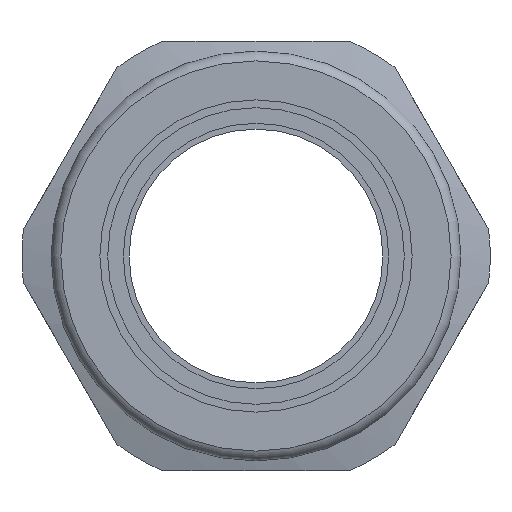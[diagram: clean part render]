
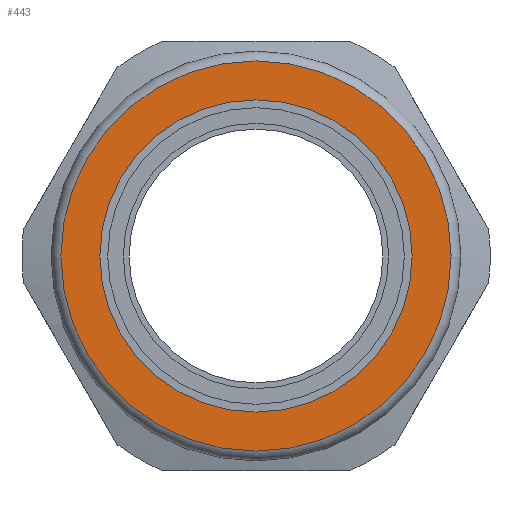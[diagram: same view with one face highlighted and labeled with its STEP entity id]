
A CAD part, front view. The second image highlights one B-rep face of the part: STEP entity #443.
In plain terms, the highlighted planar face has unit normal (0, -1, 0).
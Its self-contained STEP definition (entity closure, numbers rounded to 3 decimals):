
#66 = DIRECTION ( 'NONE',  ( 0., 1., 0. ) ) ;
#381 = DIRECTION ( 'NONE',  ( 0., 0., 1. ) ) ;
#388 = CARTESIAN_POINT ( 'NONE',  ( 0., 0., 10. ) ) ;
#392 = DIRECTION ( 'NONE',  ( 0., 1., 0. ) ) ;
#429 = EDGE_LOOP ( 'NONE', ( #1417 ) ) ;
#443 = ADVANCED_FACE ( 'NONE', ( #1791, #855 ), #1004, .F. ) ;
#554 = VERTEX_POINT ( 'NONE', #388 ) ;
#813 = CARTESIAN_POINT ( 'NONE',  ( 0., 0., 0. ) ) ;
#838 = CIRCLE ( 'NONE', #939, 8. ) ;
#855 = FACE_OUTER_BOUND ( 'NONE', #964, .T. ) ;
#862 = EDGE_CURVE ( 'NONE', #554, #554, #1562, .T. ) ;
#939 = AXIS2_PLACEMENT_3D ( 'NONE', #813, #1695, #1423 ) ;
#964 = EDGE_LOOP ( 'NONE', ( #1826 ) ) ;
#1004 = PLANE ( 'NONE',  #1179 ) ;
#1179 = AXIS2_PLACEMENT_3D ( 'NONE', #1938, #392, #381 ) ;
#1289 = DIRECTION ( 'NONE',  ( 0., 0., 1. ) ) ;
#1417 = ORIENTED_EDGE ( 'NONE', *, *, #1865, .F. ) ;
#1423 = DIRECTION ( 'NONE',  ( 0., 0., -1. ) ) ;
#1440 = CARTESIAN_POINT ( 'NONE',  ( 0., 0., 0. ) ) ;
#1533 = AXIS2_PLACEMENT_3D ( 'NONE', #1440, #66, #1289 ) ;
#1562 = CIRCLE ( 'NONE', #1533, 10. ) ;
#1695 = DIRECTION ( 'NONE',  ( 0., -1., 0. ) ) ;
#1778 = CARTESIAN_POINT ( 'NONE',  ( 0., 0., -8. ) ) ;
#1791 = FACE_BOUND ( 'NONE', #429, .T. ) ;
#1826 = ORIENTED_EDGE ( 'NONE', *, *, #862, .F. ) ;
#1865 = EDGE_CURVE ( 'NONE', #1944, #1944, #838, .T. ) ;
#1938 = CARTESIAN_POINT ( 'NONE',  ( 10., 0., 0. ) ) ;
#1944 = VERTEX_POINT ( 'NONE', #1778 ) ;
